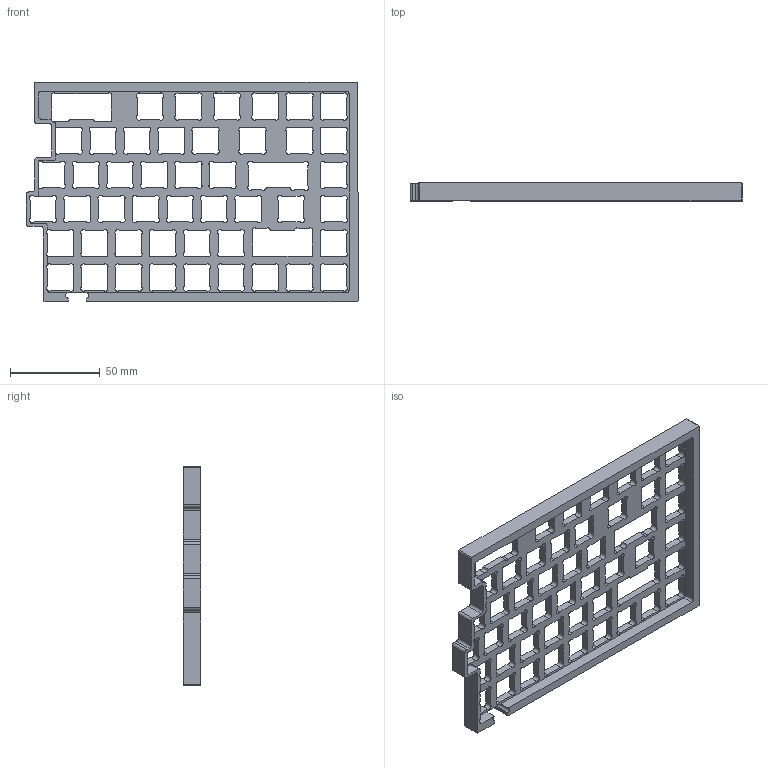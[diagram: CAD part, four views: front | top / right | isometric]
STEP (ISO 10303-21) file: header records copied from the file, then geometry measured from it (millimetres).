
FILE_DESCRIPTION (( 'STEP AP214' ), '1' );
FILE_NAME ('EnclosedPlate-Right.STEP', '2022-07-13T04:26:43', ( '' ), ( '' ), 'SwSTEP 2.0', 'SolidWorks 2022', '' );
FILE_SCHEMA (( 'AUTOMOTIVE_DESIGN' ));
Length unit declared in the file: millimetre
Products named in the file (1): EnclosedPlate-Right
Bounding box: 184.97 x 10 x 122.3 mm (x, y, z)
Volume: 57848.5 mm3; surface area: 43034.3 mm2
Topology: 1 solids, 1 shells, 565 faces, 1707 edges, 1138 vertices
Faces by surface type: cylinder 329, plane 236
Entity records: 19642 total; most frequent: DIRECTION 3510, ORIENTED_EDGE 3414, CARTESIAN_POINT 3411, EDGE_CURVE 1707, AXIS2_PLACEMENT_3D 1237, VERTEX_POINT 1138, LINE 1036, VECTOR 1036
